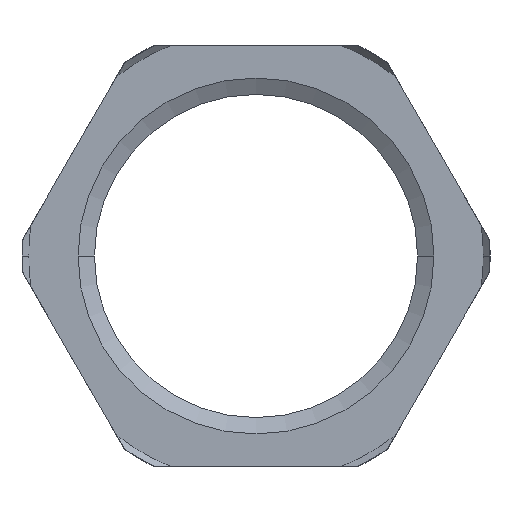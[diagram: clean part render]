
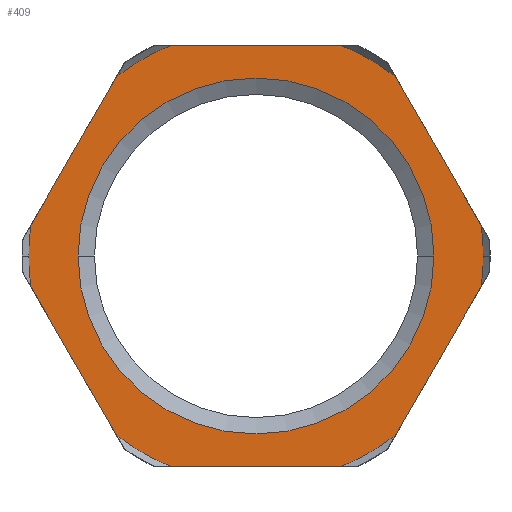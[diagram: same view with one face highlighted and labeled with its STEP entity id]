
A CAD part, front view. The second image highlights one B-rep face of the part: STEP entity #409.
In plain terms, the highlighted planar face has unit normal (0, -1, 0).
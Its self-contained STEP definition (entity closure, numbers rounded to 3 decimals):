
#31 = VERTEX_POINT ( 'NONE', #402 ) ;
#61 = FACE_BOUND ( 'NONE', #470, .T. ) ;
#68 = ORIENTED_EDGE ( 'NONE', *, *, #641, .F. ) ;
#74 = ORIENTED_EDGE ( 'NONE', *, *, #931, .F. ) ;
#87 = EDGE_CURVE ( 'NONE', #599, #591, #1116, .T. ) ;
#88 = DIRECTION ( 'NONE',  ( -0.5, 0., 0.866 ) ) ;
#93 = CARTESIAN_POINT ( 'NONE',  ( 0., 0.6, 0. ) ) ;
#94 = EDGE_LOOP ( 'NONE', ( #882, #68, #913, #951, #713, #1408, #74, #1427, #1325, #636, #652, #715, #1405, #628 ) ) ;
#106 = CARTESIAN_POINT ( 'NONE',  ( -21.6, 0.6, 0. ) ) ;
#113 = DIRECTION ( 'NONE',  ( 0.5, 0., 0.866 ) ) ;
#137 = CARTESIAN_POINT ( 'NONE',  ( 4.875, 0.6, -20. ) ) ;
#142 = CIRCLE ( 'NONE', #1169, 21.6 ) ;
#148 = CIRCLE ( 'NONE', #982, 21.6 ) ;
#153 = DIRECTION ( 'NONE',  ( 1., 0., 0. ) ) ;
#165 = VERTEX_POINT ( 'NONE', #1351 ) ;
#168 = AXIS2_PLACEMENT_3D ( 'NONE', #892, #1363, #1120 ) ;
#179 = CARTESIAN_POINT ( 'NONE',  ( -16.919, 0.6, 0. ) ) ;
#187 = EDGE_CURVE ( 'NONE', #849, #1317, #374, .T. ) ;
#188 = CARTESIAN_POINT ( 'NONE',  ( 0., 0.6, 0. ) ) ;
#204 = CARTESIAN_POINT ( 'NONE',  ( 0., 0.6, 0. ) ) ;
#211 = DIRECTION ( 'NONE',  ( 1., 0., 0. ) ) ;
#247 = DIRECTION ( 'NONE',  ( 1., 0., 0. ) ) ;
#255 = VERTEX_POINT ( 'NONE', #704 ) ;
#265 = CARTESIAN_POINT ( 'NONE',  ( -13.241, 0.6, 17.065 ) ) ;
#273 = EDGE_CURVE ( 'NONE', #31, #274, #938, .T. ) ;
#274 = VERTEX_POINT ( 'NONE', #265 ) ;
#277 = VECTOR ( 'NONE', #1096, 1000. ) ;
#285 = DIRECTION ( 'NONE',  ( 1., 0., 0. ) ) ;
#302 = LINE ( 'NONE', #529, #277 ) ;
#313 = AXIS2_PLACEMENT_3D ( 'NONE', #204, #1246, #1024 ) ;
#327 = CIRCLE ( 'NONE', #1221, 16.919 ) ;
#337 = DIRECTION ( 'NONE',  ( 1., 0., 0. ) ) ;
#346 = CIRCLE ( 'NONE', #1240, 21.6 ) ;
#368 = CIRCLE ( 'NONE', #168, 21.6 ) ;
#371 = VERTEX_POINT ( 'NONE', #526 ) ;
#374 = LINE ( 'NONE', #137, #635 ) ;
#389 = EDGE_CURVE ( 'NONE', #1313, #31, #801, .T. ) ;
#402 = CARTESIAN_POINT ( 'NONE',  ( -21.4, 0.6, 2.935 ) ) ;
#409 = ADVANCED_FACE ( 'NONE', ( #61, #739 ), #1321, .F. ) ;
#420 = VERTEX_POINT ( 'NONE', #1293 ) ;
#436 = CIRCLE ( 'NONE', #929, 16.919 ) ;
#448 = EDGE_CURVE ( 'NONE', #255, #371, #878, .T. ) ;
#460 = DIRECTION ( 'NONE',  ( 0., -1., 0. ) ) ;
#470 = EDGE_LOOP ( 'NONE', ( #666, #1411 ) ) ;
#475 = CARTESIAN_POINT ( 'NONE',  ( 21.4, 0.6, 2.935 ) ) ;
#526 = CARTESIAN_POINT ( 'NONE',  ( -21.4, 0.6, -2.935 ) ) ;
#529 = CARTESIAN_POINT ( 'NONE',  ( 14.883, 0.6, 14.222 ) ) ;
#541 = AXIS2_PLACEMENT_3D ( 'NONE', #188, #639, #1194 ) ;
#556 = DIRECTION ( 'NONE',  ( 0., 1., 0. ) ) ;
#563 = AXIS2_PLACEMENT_3D ( 'NONE', #1188, #1080, #285 ) ;
#572 = VECTOR ( 'NONE', #153, 1000. ) ;
#573 = VERTEX_POINT ( 'NONE', #475 ) ;
#574 = DIRECTION ( 'NONE',  ( 0., 1., 0. ) ) ;
#581 = AXIS2_PLACEMENT_3D ( 'NONE', #620, #1210, #1205 ) ;
#591 = VERTEX_POINT ( 'NONE', #794 ) ;
#598 = DIRECTION ( 'NONE',  ( 0., 1., 0. ) ) ;
#599 = VERTEX_POINT ( 'NONE', #1276 ) ;
#610 = CARTESIAN_POINT ( 'NONE',  ( 13.241, 0.6, 17.065 ) ) ;
#620 = CARTESIAN_POINT ( 'NONE',  ( 0., 0.6, 0. ) ) ;
#628 = ORIENTED_EDGE ( 'NONE', *, *, #778, .F. ) ;
#632 = CARTESIAN_POINT ( 'NONE',  ( -4.875, 0.6, 20. ) ) ;
#635 = VECTOR ( 'NONE', #1366, 1000. ) ;
#636 = ORIENTED_EDGE ( 'NONE', *, *, #1087, .F. ) ;
#639 = DIRECTION ( 'NONE',  ( 0., 1., 0. ) ) ;
#641 = EDGE_CURVE ( 'NONE', #420, #599, #148, .T. ) ;
#652 = ORIENTED_EDGE ( 'NONE', *, *, #448, .F. ) ;
#659 = DIRECTION ( 'NONE',  ( 1., 0., 0. ) ) ;
#666 = ORIENTED_EDGE ( 'NONE', *, *, #887, .F. ) ;
#704 = CARTESIAN_POINT ( 'NONE',  ( -13.241, 0.6, -17.065 ) ) ;
#713 = ORIENTED_EDGE ( 'NONE', *, *, #1254, .F. ) ;
#715 = ORIENTED_EDGE ( 'NONE', *, *, #871, .F. ) ;
#727 = CIRCLE ( 'NONE', #581, 21.6 ) ;
#739 = FACE_OUTER_BOUND ( 'NONE', #94, .T. ) ;
#744 = DIRECTION ( 'NONE',  ( 0., 1., 0. ) ) ;
#752 = VERTEX_POINT ( 'NONE', #179 ) ;
#766 = VERTEX_POINT ( 'NONE', #610 ) ;
#773 = CARTESIAN_POINT ( 'NONE',  ( 0., 0.6, 0. ) ) ;
#777 = CARTESIAN_POINT ( 'NONE',  ( 8.158, 0.6, -20. ) ) ;
#778 = EDGE_CURVE ( 'NONE', #591, #849, #346, .T. ) ;
#794 = CARTESIAN_POINT ( 'NONE',  ( 13.241, 0.6, -17.065 ) ) ;
#795 = EDGE_CURVE ( 'NONE', #903, #165, #1201, .T. ) ;
#801 = CIRCLE ( 'NONE', #563, 21.6 ) ;
#846 = EDGE_CURVE ( 'NONE', #573, #420, #884, .T. ) ;
#849 = VERTEX_POINT ( 'NONE', #777 ) ;
#871 = EDGE_CURVE ( 'NONE', #1317, #255, #1073, .T. ) ;
#878 = LINE ( 'NONE', #1454, #1132 ) ;
#882 = ORIENTED_EDGE ( 'NONE', *, *, #87, .F. ) ;
#884 = CIRCLE ( 'NONE', #1267, 21.6 ) ;
#887 = EDGE_CURVE ( 'NONE', #1135, #752, #436, .T. ) ;
#892 = CARTESIAN_POINT ( 'NONE',  ( 0., 0.6, 0. ) ) ;
#903 = VERTEX_POINT ( 'NONE', #1236 ) ;
#913 = ORIENTED_EDGE ( 'NONE', *, *, #846, .F. ) ;
#929 = AXIS2_PLACEMENT_3D ( 'NONE', #999, #1223, #659 ) ;
#931 = EDGE_CURVE ( 'NONE', #274, #903, #368, .T. ) ;
#938 = LINE ( 'NONE', #1285, #1064 ) ;
#951 = ORIENTED_EDGE ( 'NONE', *, *, #1160, .F. ) ;
#982 = AXIS2_PLACEMENT_3D ( 'NONE', #1268, #574, #247 ) ;
#984 = CARTESIAN_POINT ( 'NONE',  ( 16.919, 0.6, 0. ) ) ;
#999 = CARTESIAN_POINT ( 'NONE',  ( 0., 0.6, 0. ) ) ;
#1024 = DIRECTION ( 'NONE',  ( 1., 0., 0. ) ) ;
#1045 = CARTESIAN_POINT ( 'NONE',  ( 0., 0.6, 0. ) ) ;
#1054 = DIRECTION ( 'NONE',  ( 1., 0., 0. ) ) ;
#1057 = CARTESIAN_POINT ( 'NONE',  ( 0., 0.6, 0. ) ) ;
#1064 = VECTOR ( 'NONE', #113, 1000. ) ;
#1073 = CIRCLE ( 'NONE', #313, 21.6 ) ;
#1080 = DIRECTION ( 'NONE',  ( 0., 1., 0. ) ) ;
#1087 = EDGE_CURVE ( 'NONE', #371, #1313, #142, .T. ) ;
#1096 = DIRECTION ( 'NONE',  ( 0.5, 0., -0.866 ) ) ;
#1110 = CARTESIAN_POINT ( 'NONE',  ( 19.758, 0.6, -5.778 ) ) ;
#1116 = LINE ( 'NONE', #1110, #1422 ) ;
#1120 = DIRECTION ( 'NONE',  ( 1., 0., 0. ) ) ;
#1125 = DIRECTION ( 'NONE',  ( -0.5, 0., -0.866 ) ) ;
#1132 = VECTOR ( 'NONE', #88, 1000. ) ;
#1135 = VERTEX_POINT ( 'NONE', #984 ) ;
#1160 = EDGE_CURVE ( 'NONE', #766, #573, #302, .T. ) ;
#1169 = AXIS2_PLACEMENT_3D ( 'NONE', #1045, #598, #1054 ) ;
#1188 = CARTESIAN_POINT ( 'NONE',  ( 0., 0.6, 0. ) ) ;
#1194 = DIRECTION ( 'NONE',  ( 1., 0., 0. ) ) ;
#1201 = LINE ( 'NONE', #632, #572 ) ;
#1205 = DIRECTION ( 'NONE',  ( 1., 0., 0. ) ) ;
#1210 = DIRECTION ( 'NONE',  ( 0., 1., 0. ) ) ;
#1221 = AXIS2_PLACEMENT_3D ( 'NONE', #773, #460, #211 ) ;
#1223 = DIRECTION ( 'NONE',  ( 0., -1., 0. ) ) ;
#1236 = CARTESIAN_POINT ( 'NONE',  ( -8.158, 0.6, 20. ) ) ;
#1240 = AXIS2_PLACEMENT_3D ( 'NONE', #1057, #744, #1314 ) ;
#1246 = DIRECTION ( 'NONE',  ( 0., 1., 0. ) ) ;
#1254 = EDGE_CURVE ( 'NONE', #165, #766, #727, .T. ) ;
#1267 = AXIS2_PLACEMENT_3D ( 'NONE', #93, #556, #337 ) ;
#1268 = CARTESIAN_POINT ( 'NONE',  ( 0., 0.6, 0. ) ) ;
#1276 = CARTESIAN_POINT ( 'NONE',  ( 21.4, 0.6, -2.935 ) ) ;
#1285 = CARTESIAN_POINT ( 'NONE',  ( -19.758, 0.6, 5.778 ) ) ;
#1293 = CARTESIAN_POINT ( 'NONE',  ( 21.6, 0.6, 0. ) ) ;
#1313 = VERTEX_POINT ( 'NONE', #106 ) ;
#1314 = DIRECTION ( 'NONE',  ( 1., 0., 0. ) ) ;
#1317 = VERTEX_POINT ( 'NONE', #1451 ) ;
#1321 = PLANE ( 'NONE',  #541 ) ;
#1325 = ORIENTED_EDGE ( 'NONE', *, *, #389, .F. ) ;
#1351 = CARTESIAN_POINT ( 'NONE',  ( 8.158, 0.6, 20. ) ) ;
#1363 = DIRECTION ( 'NONE',  ( 0., 1., 0. ) ) ;
#1366 = DIRECTION ( 'NONE',  ( -1., 0., 0. ) ) ;
#1393 = EDGE_CURVE ( 'NONE', #752, #1135, #327, .T. ) ;
#1405 = ORIENTED_EDGE ( 'NONE', *, *, #187, .F. ) ;
#1408 = ORIENTED_EDGE ( 'NONE', *, *, #795, .F. ) ;
#1411 = ORIENTED_EDGE ( 'NONE', *, *, #1393, .F. ) ;
#1422 = VECTOR ( 'NONE', #1125, 1000. ) ;
#1427 = ORIENTED_EDGE ( 'NONE', *, *, #273, .F. ) ;
#1451 = CARTESIAN_POINT ( 'NONE',  ( -8.158, 0.6, -20. ) ) ;
#1454 = CARTESIAN_POINT ( 'NONE',  ( -14.883, 0.6, -14.222 ) ) ;
